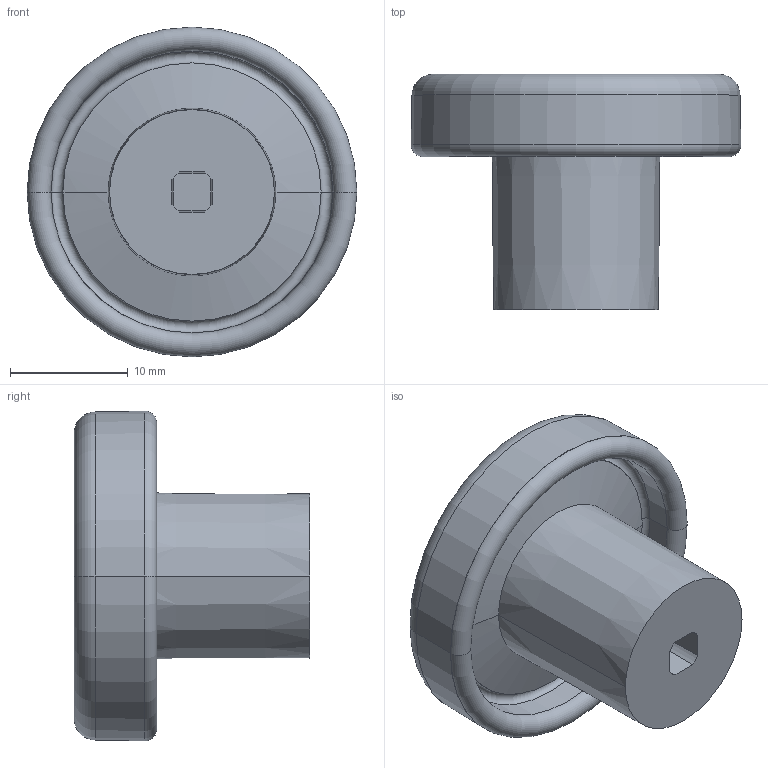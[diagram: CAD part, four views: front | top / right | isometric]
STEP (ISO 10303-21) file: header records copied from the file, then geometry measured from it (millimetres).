
FILE_DESCRIPTION(('Creo Elements/Direct Modeling STEP Export'),'2;1');
FILE_NAME('0291-28.stp','2018-11-26T15:47:15',(''),(''),'Creo Elements/Direct Modeling STEP processor for AP214 (Solid Model)','Creo Elements/Direct Modeling 20.0 12-Nov-2016 (C) Parametric Technology GmbH','');
FILE_SCHEMA(('AUTOMOTIVE_DESIGN { 1 0 10303 214 1 1 1 1 }'));
Length unit declared in the file: millimetre
Products named in the file (1): 0291-28
Bounding box: 28 x 20 x 28 mm (x, y, z)
Volume: 4450.4 mm3; surface area: 2869 mm2
Topology: 1 solids, 1 shells, 32 faces, 70 edges, 39 vertices
Faces by surface type: torus 10, cone 8, plane 6, cylinder 4, sphere 4
Entity records: 864 total; most frequent: CARTESIAN_POINT 214, ORIENTED_EDGE 136, DIRECTION 126, EDGE_CURVE 68, AXIS2_PLACEMENT_3D 55, VERTEX_POINT 39, EDGE_LOOP 33, FACE_OUTER_BOUND 32
